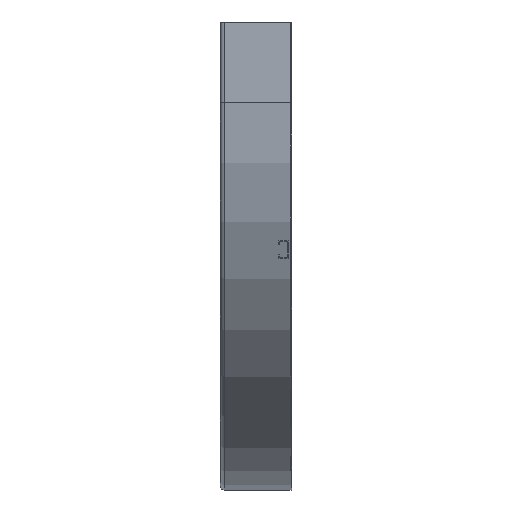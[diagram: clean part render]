
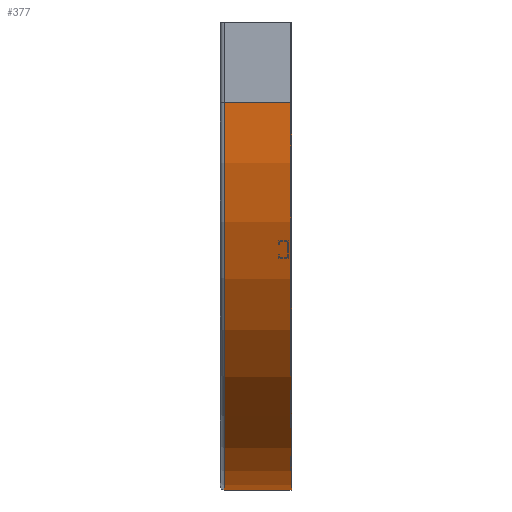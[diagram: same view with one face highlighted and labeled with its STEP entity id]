
A CAD part, left-side view. The second image highlights one B-rep face of the part: STEP entity #377.
In plain terms, the highlighted cylindrical face has radius 600 mm (diameter 1200 mm), a partial arc.
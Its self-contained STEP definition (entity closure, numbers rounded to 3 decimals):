
#22 = CIRCLE ( 'NONE', #1667, 600. ) ;
#69 = DIRECTION ( 'NONE',  ( 0., 1., 0. ) ) ;
#265 = CARTESIAN_POINT ( 'NONE',  ( -600., 0., -125. ) ) ;
#286 = CARTESIAN_POINT ( 'NONE',  ( 0., 0., -125. ) ) ;
#377 = ADVANCED_FACE ( 'NONE', ( #826 ), #1071, .T. ) ;
#410 = DIRECTION ( 'NONE',  ( 0., 1., 0. ) ) ;
#490 = CARTESIAN_POINT ( 'NONE',  ( 0., 0., -125. ) ) ;
#551 = CARTESIAN_POINT ( 'NONE',  ( -600., 0., -125. ) ) ;
#754 = VERTEX_POINT ( 'NONE', #490 ) ;
#764 = DIRECTION ( 'NONE',  ( 1., 0., 0. ) ) ;
#826 = FACE_OUTER_BOUND ( 'NONE', #3433, .T. ) ;
#891 = DIRECTION ( 'NONE',  ( 0., 0., 1. ) ) ;
#1071 = CYLINDRICAL_SURFACE ( 'NONE', #3902, 600. ) ;
#1229 = CARTESIAN_POINT ( 'NONE',  ( -600., 0., -725. ) ) ;
#1295 = CIRCLE ( 'NONE', #1523, 600. ) ;
#1418 = ORIENTED_EDGE ( 'NONE', *, *, #1917, .F. ) ;
#1424 = ORIENTED_EDGE ( 'NONE', *, *, #3607, .T. ) ;
#1428 = VERTEX_POINT ( 'NONE', #2297 ) ;
#1523 = AXIS2_PLACEMENT_3D ( 'NONE', #3599, #410, #764 ) ;
#1606 = EDGE_CURVE ( 'NONE', #2915, #1428, #1295, .T. ) ;
#1667 = AXIS2_PLACEMENT_3D ( 'NONE', #551, #2987, #891 ) ;
#1727 = ORIENTED_EDGE ( 'NONE', *, *, #1606, .F. ) ;
#1917 = EDGE_CURVE ( 'NONE', #754, #2915, #3258, .T. ) ;
#1924 = EDGE_CURVE ( 'NONE', #3619, #1428, #3416, .T. ) ;
#2297 = CARTESIAN_POINT ( 'NONE',  ( -600., 104., -725. ) ) ;
#2893 = CARTESIAN_POINT ( 'NONE',  ( 0., 104., -125. ) ) ;
#2915 = VERTEX_POINT ( 'NONE', #2893 ) ;
#2987 = DIRECTION ( 'NONE',  ( 0., 1., 0. ) ) ;
#3182 = DIRECTION ( 'NONE',  ( 0., 0., 1. ) ) ;
#3205 = VECTOR ( 'NONE', #4190, 1000. ) ;
#3216 = VECTOR ( 'NONE', #4143, 1000. ) ;
#3258 = LINE ( 'NONE', #286, #3216 ) ;
#3416 = LINE ( 'NONE', #4204, #3205 ) ;
#3433 = EDGE_LOOP ( 'NONE', ( #1727, #1418, #1424, #3525 ) ) ;
#3525 = ORIENTED_EDGE ( 'NONE', *, *, #1924, .T. ) ;
#3599 = CARTESIAN_POINT ( 'NONE',  ( -600., 104., -125. ) ) ;
#3607 = EDGE_CURVE ( 'NONE', #754, #3619, #22, .T. ) ;
#3619 = VERTEX_POINT ( 'NONE', #1229 ) ;
#3902 = AXIS2_PLACEMENT_3D ( 'NONE', #265, #69, #3182 ) ;
#4143 = DIRECTION ( 'NONE',  ( 0., 1., 0. ) ) ;
#4190 = DIRECTION ( 'NONE',  ( 0., 1., 0. ) ) ;
#4204 = CARTESIAN_POINT ( 'NONE',  ( -600., 0., -725. ) ) ;
